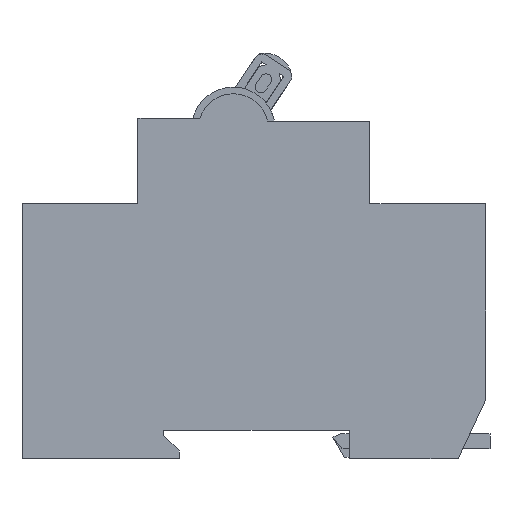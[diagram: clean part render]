
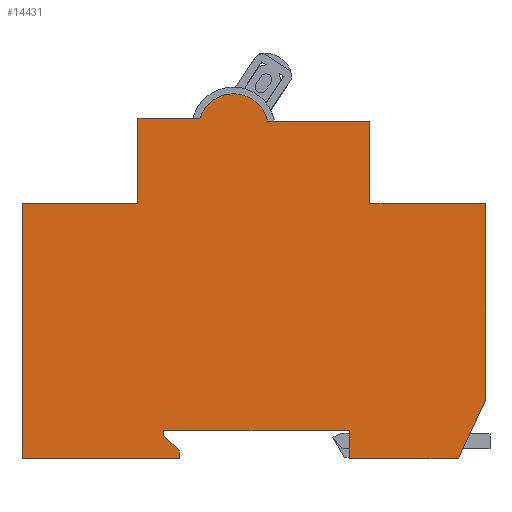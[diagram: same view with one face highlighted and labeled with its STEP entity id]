
A CAD part, left-side view. The second image highlights one B-rep face of the part: STEP entity #14431.
In plain terms, the highlighted planar face has unit normal (-1, 0, 0).
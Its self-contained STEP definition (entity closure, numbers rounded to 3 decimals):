
#325=DIRECTION('',(0.,-1.,0.));
#326=VECTOR('',#325,19.868);
#327=CARTESIAN_POINT('',(0.,-2.632,60.));
#328=LINE('',#327,#326);
#332=DIRECTION('',(0.,0.,-1.));
#333=VECTOR('',#332,16.);
#334=CARTESIAN_POINT('',(0.,-22.5,60.));
#335=LINE('',#334,#333);
#339=DIRECTION('',(0.,-1.,0.));
#340=VECTOR('',#339,22.5);
#341=CARTESIAN_POINT('',(0.,-22.5,44.));
#342=LINE('',#341,#340);
#346=DIRECTION('',(0.,0.,-1.));
#347=VECTOR('',#346,38.);
#348=CARTESIAN_POINT('',(0.,-45.,44.));
#349=LINE('',#348,#347);
#353=DIRECTION('',(0.,0.423,-0.906));
#354=VECTOR('',#353,12.689);
#355=CARTESIAN_POINT('',(0.,-45.,6.));
#356=LINE('',#355,#354);
#360=DIRECTION('',(0.,1.,0.));
#361=VECTOR('',#360,21.137);
#362=CARTESIAN_POINT('',(0.,-39.637,-5.5));
#363=LINE('',#362,#361);
#367=DIRECTION('',(0.,0.,1.));
#368=VECTOR('',#367,5.5);
#369=CARTESIAN_POINT('',(0.,-18.5,-5.5));
#370=LINE('',#369,#368);
#374=DIRECTION('',(0.,1.,0.));
#375=VECTOR('',#374,36.);
#376=CARTESIAN_POINT('',(0.,-18.5,0.));
#377=LINE('',#376,#375);
#381=DIRECTION('',(0.,0.,-1.));
#382=VECTOR('',#381,1.);
#383=CARTESIAN_POINT('',(0.,17.5,0.));
#384=LINE('',#383,#382);
#388=DIRECTION('',(0.,-0.707,-0.707));
#389=VECTOR('',#388,4.243);
#390=CARTESIAN_POINT('',(0.,17.5,-1.));
#391=LINE('',#390,#389);
#395=DIRECTION('',(0.,0.,-1.));
#396=VECTOR('',#395,1.5);
#397=CARTESIAN_POINT('',(0.,14.5,-4.));
#398=LINE('',#397,#396);
#402=DIRECTION('',(0.,1.,0.));
#403=VECTOR('',#402,30.5);
#404=CARTESIAN_POINT('',(0.,14.5,-5.5));
#405=LINE('',#404,#403);
#409=DIRECTION('',(0.,0.,1.));
#410=VECTOR('',#409,49.5);
#411=CARTESIAN_POINT('',(0.,45.,-5.5));
#412=LINE('',#411,#410);
#416=DIRECTION('',(0.,-1.,0.));
#417=VECTOR('',#416,22.5);
#418=CARTESIAN_POINT('',(0.,45.,44.));
#419=LINE('',#418,#417);
#423=DIRECTION('',(0.,0.,1.));
#424=VECTOR('',#423,16.5);
#425=CARTESIAN_POINT('',(0.,22.5,44.));
#426=LINE('',#425,#424);
#430=DIRECTION('',(0.,-1.,0.));
#431=VECTOR('',#430,12.001);
#432=CARTESIAN_POINT('',(0.,22.5,60.5));
#433=LINE('',#432,#431);
#437=CARTESIAN_POINT('',(0.,4.,58.5));
#438=DIRECTION('',(1.,0.,0.));
#439=DIRECTION('',(0.,0.956,0.294));
#440=AXIS2_PLACEMENT_3D('',#437,#438,#439);
#445=CARTESIAN_POINT('',(0.,4.,58.5));
#446=DIRECTION('',(1.,0.,0.));
#447=DIRECTION('',(0.,0.,1.));
#448=AXIS2_PLACEMENT_3D('',#445,#446,#447);
#12013=CARTESIAN_POINT('',(0.,-18.5,-5.5));
#12014=CARTESIAN_POINT('',(0.,-18.5,0.));
#12015=VERTEX_POINT('',#12013);
#12016=VERTEX_POINT('',#12014);
#12081=CARTESIAN_POINT('',(0.,-2.632,60.));
#12082=CARTESIAN_POINT('',(0.,-22.5,60.));
#12083=VERTEX_POINT('',#12081);
#12084=VERTEX_POINT('',#12082);
#12085=CARTESIAN_POINT('',(0.,-22.5,44.));
#12086=VERTEX_POINT('',#12085);
#12087=CARTESIAN_POINT('',(0.,-45.,44.));
#12088=VERTEX_POINT('',#12087);
#12089=CARTESIAN_POINT('',(0.,-45.,6.));
#12090=VERTEX_POINT('',#12089);
#12091=CARTESIAN_POINT('',(0.,-39.637,-5.5));
#12092=VERTEX_POINT('',#12091);
#12093=CARTESIAN_POINT('',(0.,17.5,0.));
#12094=VERTEX_POINT('',#12093);
#12095=CARTESIAN_POINT('',(0.,17.5,-1.));
#12096=VERTEX_POINT('',#12095);
#12097=CARTESIAN_POINT('',(0.,14.5,-4.));
#12098=VERTEX_POINT('',#12097);
#12099=CARTESIAN_POINT('',(0.,14.5,-5.5));
#12100=VERTEX_POINT('',#12099);
#12101=CARTESIAN_POINT('',(0.,45.,-5.5));
#12102=VERTEX_POINT('',#12101);
#12103=CARTESIAN_POINT('',(0.,45.,44.));
#12104=VERTEX_POINT('',#12103);
#12105=CARTESIAN_POINT('',(0.,22.5,44.));
#12106=VERTEX_POINT('',#12105);
#12107=CARTESIAN_POINT('',(0.,22.5,60.5));
#12108=VERTEX_POINT('',#12107);
#12109=CARTESIAN_POINT('',(0.,10.499,60.5));
#12110=VERTEX_POINT('',#12109);
#12111=CARTESIAN_POINT('',(0.,4.,65.3));
#12112=VERTEX_POINT('',#12111);
#14389=CARTESIAN_POINT('',(0.,4.,58.5));
#14390=DIRECTION('',(1.,0.,0.));
#14391=DIRECTION('',(0.,0.,-1.));
#14392=AXIS2_PLACEMENT_3D('',#14389,#14390,#14391);
#14393=PLANE('',#14392);
#14395=ORIENTED_EDGE('',*,*,#14394,.T.);
#14397=ORIENTED_EDGE('',*,*,#14396,.T.);
#14399=ORIENTED_EDGE('',*,*,#14398,.T.);
#14401=ORIENTED_EDGE('',*,*,#14400,.T.);
#14403=ORIENTED_EDGE('',*,*,#14402,.T.);
#14405=ORIENTED_EDGE('',*,*,#14404,.T.);
#14406=ORIENTED_EDGE('',*,*,#14307,.T.);
#14408=ORIENTED_EDGE('',*,*,#14407,.T.);
#14410=ORIENTED_EDGE('',*,*,#14409,.T.);
#14412=ORIENTED_EDGE('',*,*,#14411,.T.);
#14414=ORIENTED_EDGE('',*,*,#14413,.T.);
#14416=ORIENTED_EDGE('',*,*,#14415,.T.);
#14418=ORIENTED_EDGE('',*,*,#14417,.T.);
#14420=ORIENTED_EDGE('',*,*,#14419,.T.);
#14422=ORIENTED_EDGE('',*,*,#14421,.T.);
#14424=ORIENTED_EDGE('',*,*,#14423,.T.);
#14426=ORIENTED_EDGE('',*,*,#14425,.T.);
#14428=ORIENTED_EDGE('',*,*,#14427,.T.);
#14429=EDGE_LOOP('',(#14395,#14397,#14399,#14401,#14403,#14405,#14406,#14408,
#14410,#14412,#14414,#14416,#14418,#14420,#14422,#14424,#14426,#14428));
#14430=FACE_OUTER_BOUND('',#14429,.F.);
#441=CIRCLE('',#440,6.8);
#449=CIRCLE('',#448,6.8);
#14307=EDGE_CURVE('',#12015,#12016,#370,.T.);
#14394=EDGE_CURVE('',#12083,#12084,#328,.T.);
#14396=EDGE_CURVE('',#12084,#12086,#335,.T.);
#14398=EDGE_CURVE('',#12086,#12088,#342,.T.);
#14400=EDGE_CURVE('',#12088,#12090,#349,.T.);
#14402=EDGE_CURVE('',#12090,#12092,#356,.T.);
#14404=EDGE_CURVE('',#12092,#12015,#363,.T.);
#14407=EDGE_CURVE('',#12016,#12094,#377,.T.);
#14409=EDGE_CURVE('',#12094,#12096,#384,.T.);
#14411=EDGE_CURVE('',#12096,#12098,#391,.T.);
#14413=EDGE_CURVE('',#12098,#12100,#398,.T.);
#14415=EDGE_CURVE('',#12100,#12102,#405,.T.);
#14417=EDGE_CURVE('',#12102,#12104,#412,.T.);
#14419=EDGE_CURVE('',#12104,#12106,#419,.T.);
#14421=EDGE_CURVE('',#12106,#12108,#426,.T.);
#14423=EDGE_CURVE('',#12108,#12110,#433,.T.);
#14425=EDGE_CURVE('',#12110,#12112,#441,.T.);
#14427=EDGE_CURVE('',#12112,#12083,#449,.T.);
#14431=ADVANCED_FACE('',(#14430),#14393,.F.);
